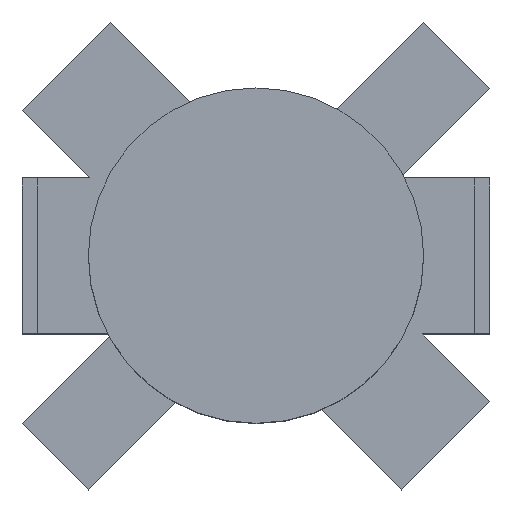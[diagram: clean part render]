
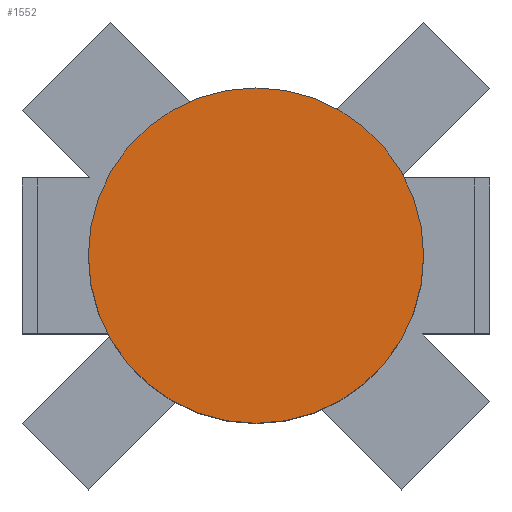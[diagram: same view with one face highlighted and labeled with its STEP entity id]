
A CAD part, top view. The second image highlights one B-rep face of the part: STEP entity #1552.
In plain terms, the highlighted planar face has unit normal (0, 0, 1).
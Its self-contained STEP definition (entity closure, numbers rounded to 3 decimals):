
#1482=CARTESIAN_POINT('',(2.15,0.0,3.0));
#1483=VERTEX_POINT('',#1482);
#1492=CARTESIAN_POINT('',(-2.15,0.,3.0));
#1493=VERTEX_POINT('',#1492);
#1494=CARTESIAN_POINT('',(0.0,0.0,3.0));
#1495=DIRECTION('',(0.0,0.0,-1.0));
#1496=DIRECTION('',(1.0,0.0,0.0));
#1497=AXIS2_PLACEMENT_3D('',#1494,#1495,#1496);
#1498=CIRCLE('',#1497,2.15);
#1499=EDGE_CURVE('',#1483,#1493,#1498,.T.);
#1533=CARTESIAN_POINT('',(0.0,0.0,3.0));
#1534=DIRECTION('',(0.0,0.0,-1.0));
#1535=DIRECTION('',(1.0,0.0,0.0));
#1536=AXIS2_PLACEMENT_3D('',#1533,#1534,#1535);
#1537=CIRCLE('',#1536,2.15);
#1538=EDGE_CURVE('',#1493,#1483,#1537,.T.);
#1543=CARTESIAN_POINT('',(0.0,0.0,3.0));
#1544=DIRECTION('',(0.0,0.0,1.0));
#1545=DIRECTION('',(1.0,0.0,0.0));
#1546=AXIS2_PLACEMENT_3D('',#1543,#1544,#1545);
#1547=PLANE('',#1546);
#1548=ORIENTED_EDGE('',*,*,#1499,.F.);
#1549=ORIENTED_EDGE('',*,*,#1538,.F.);
#1550=EDGE_LOOP('',(#1548,#1549));
#1551=FACE_OUTER_BOUND('',#1550,.T.);
#1552=ADVANCED_FACE('',(#1551),#1547,.T.);
